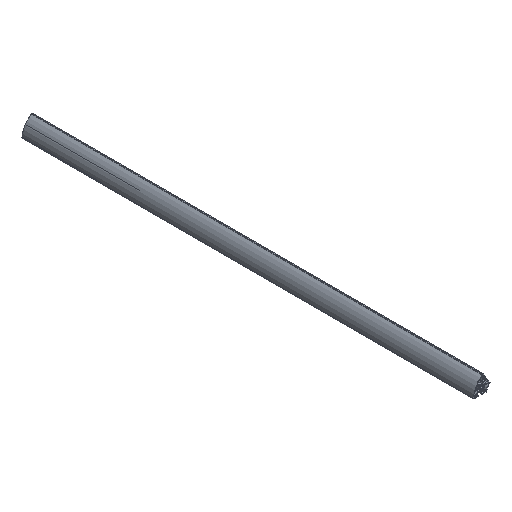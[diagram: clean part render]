
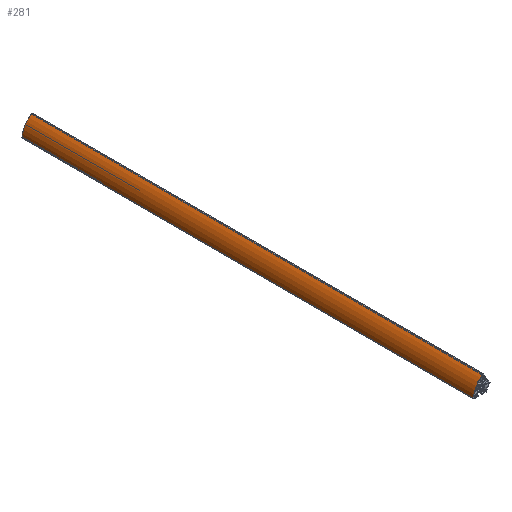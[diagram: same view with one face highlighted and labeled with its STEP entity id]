
A CAD part, isometric view. The second image highlights one B-rep face of the part: STEP entity #281.
In plain terms, the highlighted cylindrical face has radius 45 mm (diameter 90 mm), a partial arc.
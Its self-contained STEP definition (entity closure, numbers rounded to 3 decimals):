
#281=ADVANCED_FACE('',(#572),#573,.T.);
#572=FACE_OUTER_BOUND('',#888,.T.);
#573=CYLINDRICAL_SURFACE('',#889,45.0);
#888=EDGE_LOOP('',(#2132,#2133,#2134,#2135));
#889=AXIS2_PLACEMENT_3D('',#2136,#2137,#2138);
#2132=ORIENTED_EDGE('',*,*,#2654,.F.);
#2133=ORIENTED_EDGE('',*,*,#2745,.F.);
#2134=ORIENTED_EDGE('',*,*,#2437,.F.);
#2135=ORIENTED_EDGE('',*,*,#2744,.T.);
#2136=CARTESIAN_POINT('',(15.,3500.0,0.));
#2137=DIRECTION('',(0.,-1.0,0.0));
#2138=DIRECTION('',(1.0,0.,0.0));
#2437=EDGE_CURVE('',#3015,#3017,#3018,.T.);
#2654=EDGE_CURVE('',#3368,#3370,#3371,.T.);
#2744=EDGE_CURVE('',#3015,#3370,#3504,.T.);
#2745=EDGE_CURVE('',#3017,#3368,#3505,.T.);
#3015=VERTEX_POINT('',#3821);
#3017=VERTEX_POINT('',#3823);
#3018=CIRCLE('',#3824,45.0);
#3368=VERTEX_POINT('',#4308);
#3370=VERTEX_POINT('',#4310);
#3371=CIRCLE('',#4311,45.0);
#3504=LINE('',#4510,#4511);
#3505=LINE('',#4512,#4513);
#3821=CARTESIAN_POINT('',(-29.951,1000.0,2.093));
#3823=CARTESIAN_POINT('',(-9.288,1000.0,37.882));
#3824=AXIS2_PLACEMENT_3D('',#4839,#4840,#4841);
#4308=CARTESIAN_POINT('',(-9.288,0.0,37.882));
#4310=CARTESIAN_POINT('',(-29.951,0.0,2.093));
#4311=AXIS2_PLACEMENT_3D('',#5222,#5223,#5224);
#4510=CARTESIAN_POINT('',(-29.951,3500.0,2.093));
#4511=VECTOR('',#5360,1.0);
#4512=CARTESIAN_POINT('',(-9.288,3500.0,37.882));
#4513=VECTOR('',#5361,1.0);
#4839=CARTESIAN_POINT('',(15.,1000.0,0.));
#4840=DIRECTION('',(0.,1.0,0.0));
#4841=DIRECTION('',(-1.0,0.,0.0));
#5222=CARTESIAN_POINT('',(15.,0.0,0.));
#5223=DIRECTION('',(0.,-1.0,0.0));
#5224=DIRECTION('',(1.0,0.,0.0));
#5360=DIRECTION('',(0.,-1.0,0.0));
#5361=DIRECTION('',(0.,-1.0,0.0));
